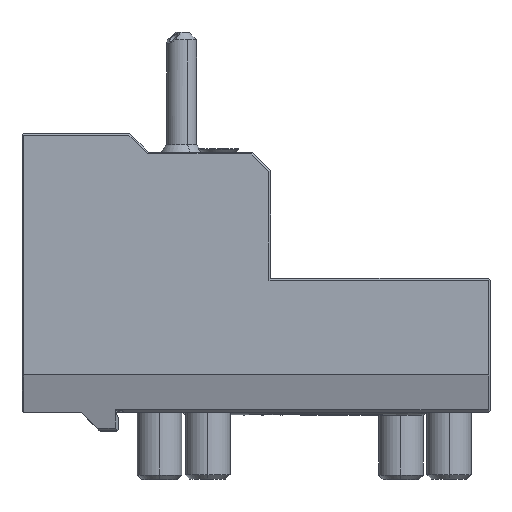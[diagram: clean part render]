
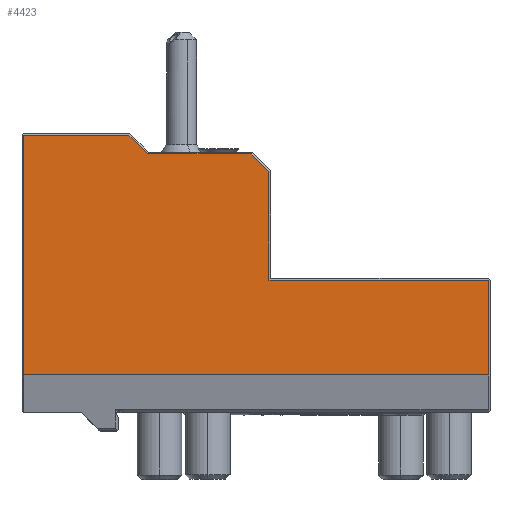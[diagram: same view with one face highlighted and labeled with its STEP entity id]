
A CAD part, top view. The second image highlights one B-rep face of the part: STEP entity #4423.
In plain terms, the highlighted planar face has unit normal (0, 0, 1).
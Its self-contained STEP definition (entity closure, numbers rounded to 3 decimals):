
#836=DIRECTION('',(-1.,0.,0.));
#837=VECTOR('',#836,59.);
#838=CARTESIAN_POINT('',(99.5,40.5,47.5));
#839=LINE('',#838,#837);
#840=DIRECTION('',(0.,-1.,0.));
#841=VECTOR('',#840,25.5);
#842=CARTESIAN_POINT('',(99.5,40.5,47.5));
#843=LINE('',#842,#841);
#844=DIRECTION('',(-1.,0.,0.));
#845=VECTOR('',#844,125.);
#846=CARTESIAN_POINT('',(99.5,15.,47.5));
#847=LINE('',#846,#845);
#848=DIRECTION('',(0.,-1.,0.));
#849=VECTOR('',#848,64.5);
#850=CARTESIAN_POINT('',(-25.5,79.5,47.5));
#851=LINE('',#850,#849);
#852=DIRECTION('',(1.,0.,0.));
#853=VECTOR('',#852,28.293);
#854=CARTESIAN_POINT('',(-25.5,79.5,47.5));
#855=LINE('',#854,#853);
#856=DIRECTION('',(-0.707,0.707,0.));
#857=VECTOR('',#856,7.071);
#858=CARTESIAN_POINT('',(7.793,74.5,47.5));
#859=LINE('',#858,#857);
#860=DIRECTION('',(-1.,0.,0.));
#861=VECTOR('',#860,28.);
#862=CARTESIAN_POINT('',(35.793,74.5,47.5));
#863=LINE('',#862,#861);
#864=DIRECTION('',(-0.707,0.707,0.));
#865=VECTOR('',#864,6.657);
#866=CARTESIAN_POINT('',(40.5,69.793,47.5));
#867=LINE('',#866,#865);
#868=DIRECTION('',(0.,1.,0.));
#869=VECTOR('',#868,29.293);
#870=CARTESIAN_POINT('',(40.5,40.5,47.5));
#871=LINE('',#870,#869);
#3171=CARTESIAN_POINT('',(99.5,15.,47.5));
#3172=CARTESIAN_POINT('',(-25.5,15.,47.5));
#3173=VERTEX_POINT('',#3171);
#3174=VERTEX_POINT('',#3172);
#3227=CARTESIAN_POINT('',(99.5,40.5,47.5));
#3228=VERTEX_POINT('',#3227);
#3229=CARTESIAN_POINT('',(40.5,40.5,47.5));
#3230=VERTEX_POINT('',#3229);
#3235=CARTESIAN_POINT('',(40.5,69.793,47.5));
#3236=VERTEX_POINT('',#3235);
#3237=CARTESIAN_POINT('',(35.793,74.5,47.5));
#3238=VERTEX_POINT('',#3237);
#3241=CARTESIAN_POINT('',(7.793,74.5,47.5));
#3242=VERTEX_POINT('',#3241);
#3245=CARTESIAN_POINT('',(2.793,79.5,47.5));
#3246=VERTEX_POINT('',#3245);
#3249=CARTESIAN_POINT('',(-25.5,79.5,47.5));
#3251=VERTEX_POINT('',#3249);
#4402=CARTESIAN_POINT('',(-26.,0.,47.5));
#4403=DIRECTION('',(0.,0.,1.));
#4404=DIRECTION('',(1.,0.,0.));
#4405=AXIS2_PLACEMENT_3D('',#4402,#4403,#4404);
#4406=PLANE('',#4405);
#4407=ORIENTED_EDGE('',*,*,#4113,.F.);
#4408=ORIENTED_EDGE('',*,*,#4100,.T.);
#4409=ORIENTED_EDGE('',*,*,#3825,.T.);
#4411=ORIENTED_EDGE('',*,*,#4410,.F.);
#4413=ORIENTED_EDGE('',*,*,#4412,.T.);
#4415=ORIENTED_EDGE('',*,*,#4414,.F.);
#4417=ORIENTED_EDGE('',*,*,#4416,.F.);
#4419=ORIENTED_EDGE('',*,*,#4418,.F.);
#4420=ORIENTED_EDGE('',*,*,#4395,.F.);
#4421=EDGE_LOOP('',(#4407,#4408,#4409,#4411,#4413,#4415,#4417,#4419,#4420));
#4422=FACE_OUTER_BOUND('',#4421,.F.);
#3825=EDGE_CURVE('',#3173,#3174,#847,.T.);
#4100=EDGE_CURVE('',#3228,#3173,#843,.T.);
#4113=EDGE_CURVE('',#3228,#3230,#839,.T.);
#4395=EDGE_CURVE('',#3230,#3236,#871,.T.);
#4410=EDGE_CURVE('',#3251,#3174,#851,.T.);
#4412=EDGE_CURVE('',#3251,#3246,#855,.T.);
#4414=EDGE_CURVE('',#3242,#3246,#859,.T.);
#4416=EDGE_CURVE('',#3238,#3242,#863,.T.);
#4418=EDGE_CURVE('',#3236,#3238,#867,.T.);
#4423=ADVANCED_FACE('',(#4422),#4406,.T.);
